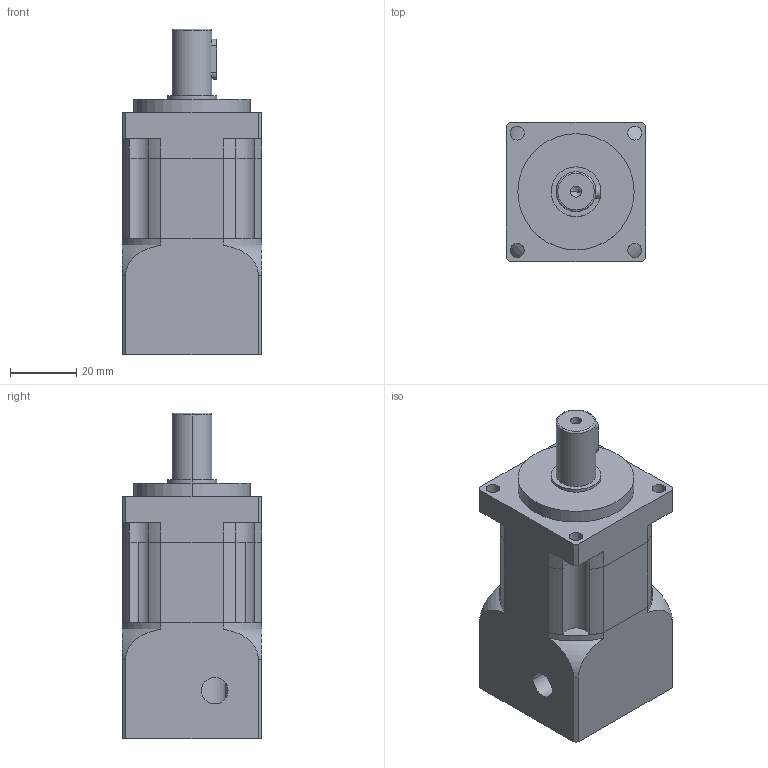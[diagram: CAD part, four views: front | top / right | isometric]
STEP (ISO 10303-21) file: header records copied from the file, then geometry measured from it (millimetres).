
FILE_DESCRIPTION (( 'STEP AP214' ), '1' );
FILE_NAME ('DM042-L1-XX-8-30-46-M4_2019.STEP', '2019-03-15T03:54:21', ( 'Y' ), ( 'NCU' ), 'SwSTEP 2.0', 'SolidWorks 2016', '' );
FILE_SCHEMA (( 'AUTOMOTIVE_DESIGN' ));
Length unit declared in the file: millimetre
Products named in the file (1): DM042-L1-XX-8-30-46-M4_2019
Bounding box: 42 x 42 x 98 mm (x, y, z)
Volume: 111746.6 mm3; surface area: 30504.9 mm2
Topology: 3 solids, 3 shells, 205 faces, 507 edges, 326 vertices
Faces by surface type: cylinder 105, plane 76, cone 18, torus 6
Entity records: 7088 total; most frequent: CARTESIAN_POINT 1377, DIRECTION 1108, ORIENTED_EDGE 994, EDGE_CURVE 497, AXIS2_PLACEMENT_3D 421, VERTEX_POINT 326, LINE 266, VECTOR 266
